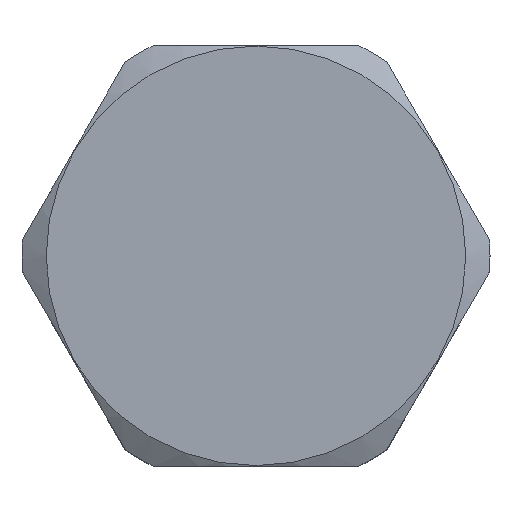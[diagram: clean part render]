
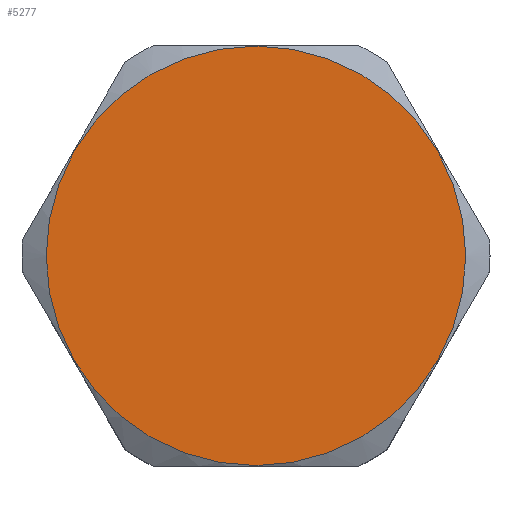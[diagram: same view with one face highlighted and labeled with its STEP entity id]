
A CAD part, top view. The second image highlights one B-rep face of the part: STEP entity #5277.
In plain terms, the highlighted planar face has unit normal (0, 0, 1).
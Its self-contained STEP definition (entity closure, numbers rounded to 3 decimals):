
#436 = DIRECTION ( 'NONE',  ( 0., -1., 0. ) ) ;
#437 = DIRECTION ( 'NONE',  ( 0., 0., 1. ) ) ;
#438 = CARTESIAN_POINT ( 'NONE',  ( 0., 0., 0. ) ) ;
#830 = AXIS2_PLACEMENT_3D ( 'NONE', #883, #882, #881 ) ;
#834 = AXIS2_PLACEMENT_3D ( 'NONE', #438, #437, #436 ) ;
#881 = DIRECTION ( 'NONE',  ( 0., -1., 0. ) ) ;
#882 = DIRECTION ( 'NONE',  ( 0., 0., 1. ) ) ;
#883 = CARTESIAN_POINT ( 'NONE',  ( 0., 0., 0. ) ) ;
#1508 = FACE_OUTER_BOUND ( 'NONE', #6034, .T. ) ;
#2102 = AXIS2_PLACEMENT_3D ( 'NONE', #3978, #3970, #3969 ) ;
#2779 = CARTESIAN_POINT ( 'NONE',  ( 0., -14.25, 0. ) ) ;
#2792 = CARTESIAN_POINT ( 'NONE',  ( 0., 14.25, 0. ) ) ;
#3449 = VERTEX_POINT ( 'NONE', #2792 ) ;
#3516 = VERTEX_POINT ( 'NONE', #2779 ) ;
#3612 = ORIENTED_EDGE ( 'NONE', *, *, #6519, .T. ) ;
#3614 = ORIENTED_EDGE ( 'NONE', *, *, #6532, .T. ) ;
#3969 = DIRECTION ( 'NONE',  ( -1., 0., 0. ) ) ;
#3970 = DIRECTION ( 'NONE',  ( 0., 0., -1. ) ) ;
#3976 = PLANE ( 'NONE',  #2102 ) ;
#3978 = CARTESIAN_POINT ( 'NONE',  ( 24.742, 14.285, 0. ) ) ;
#5277 = ADVANCED_FACE ( 'NONE', ( #1508 ), #3976, .F. ) ;
#6034 = EDGE_LOOP ( 'NONE', ( #3614, #3612 ) ) ;
#6519 = EDGE_CURVE ( 'NONE', #3516, #3449, #6800, .T. ) ;
#6532 = EDGE_CURVE ( 'NONE', #3449, #3516, #6817, .T. ) ;
#6800 = CIRCLE ( 'NONE', #830, 14.25 ) ;
#6817 = CIRCLE ( 'NONE', #834, 14.25 ) ;
